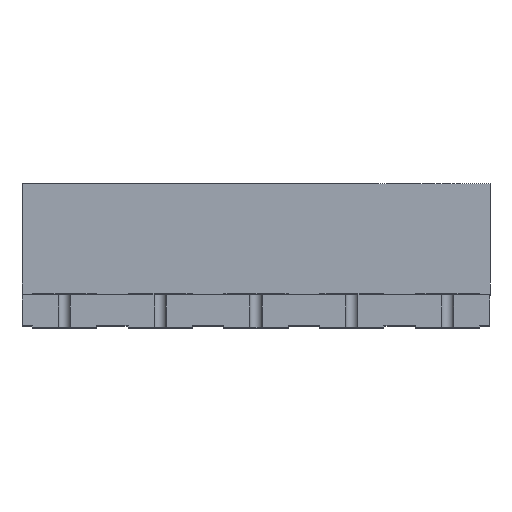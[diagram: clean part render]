
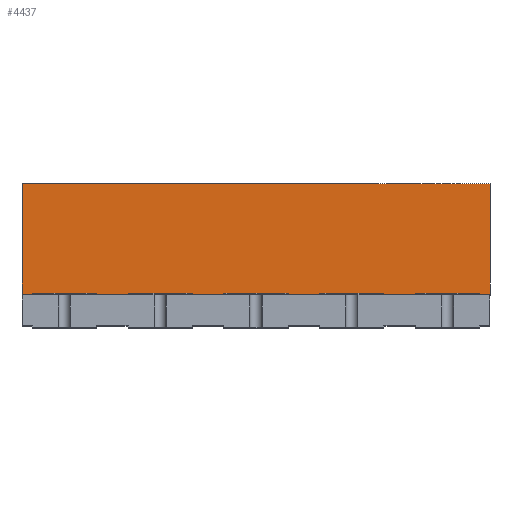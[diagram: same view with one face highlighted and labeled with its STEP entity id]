
A CAD part, top view. The second image highlights one B-rep face of the part: STEP entity #4437.
In plain terms, the highlighted planar face has unit normal (0, 0, 1).
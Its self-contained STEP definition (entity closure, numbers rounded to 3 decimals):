
#4275 = EDGE_LOOP ( 'NONE', ( #4436, #4322, #4435, #4307 ) ) ;
#4307 = ORIENTED_EDGE ( 'NONE', *, *, #4412, .T. ) ;
#4309 = EDGE_CURVE ( 'NONE', #4310, #4323, #7792, .T. ) ;
#4310 = VERTEX_POINT ( 'NONE', #7788 ) ;
#4322 = ORIENTED_EDGE ( 'NONE', *, *, #4331, .F. ) ;
#4323 = VERTEX_POINT ( 'NONE', #7828 ) ;
#4331 = EDGE_CURVE ( 'NONE', #4341, #4310, #7818, .T. ) ;
#4341 = VERTEX_POINT ( 'NONE', #7851 ) ;
#4412 = EDGE_CURVE ( 'NONE', #4419, #4323, #8127, .T. ) ;
#4419 = VERTEX_POINT ( 'NONE', #8156 ) ;
#4435 = ORIENTED_EDGE ( 'NONE', *, *, #4442, .T. ) ;
#4436 = ORIENTED_EDGE ( 'NONE', *, *, #4309, .F. ) ;
#4437 = ADVANCED_FACE ( 'NONE', ( #8209 ), #8255, .T. ) ;
#4442 = EDGE_CURVE ( 'NONE', #4341, #4419, #8245, .T. ) ;
#7788 = CARTESIAN_POINT ( 'NONE',  ( -6.2, 0., 8.5 ) ) ;
#7789 = DIRECTION ( 'NONE',  ( 1., 0., 0. ) ) ;
#7790 = VECTOR ( 'NONE', #7789, 1000. ) ;
#7791 = CARTESIAN_POINT ( 'NONE',  ( -6.2, 0., 8.5 ) ) ;
#7792 = LINE ( 'NONE', #7791, #7790 ) ;
#7813 = DIRECTION ( 'NONE',  ( 0., 1., 0. ) ) ;
#7815 = VECTOR ( 'NONE', #7813, 1000. ) ;
#7817 = CARTESIAN_POINT ( 'NONE',  ( -6.2, -2.95, 8.5 ) ) ;
#7818 = LINE ( 'NONE', #7817, #7815 ) ;
#7828 = CARTESIAN_POINT ( 'NONE',  ( 6.2, 0., 8.5 ) ) ;
#7851 = CARTESIAN_POINT ( 'NONE',  ( -6.2, -2.95, 8.5 ) ) ;
#8115 = DIRECTION ( 'NONE',  ( 0., 1., 0. ) ) ;
#8116 = VECTOR ( 'NONE', #8115, 1000. ) ;
#8118 = CARTESIAN_POINT ( 'NONE',  ( 6.2, -2.95, 8.5 ) ) ;
#8127 = LINE ( 'NONE', #8118, #8116 ) ;
#8156 = CARTESIAN_POINT ( 'NONE',  ( 6.2, -2.95, 8.5 ) ) ;
#8209 = FACE_OUTER_BOUND ( 'NONE', #4275, .T. ) ;
#8242 = DIRECTION ( 'NONE',  ( 1., 0., 0. ) ) ;
#8243 = VECTOR ( 'NONE', #8242, 1000. ) ;
#8244 = CARTESIAN_POINT ( 'NONE',  ( -6.2, -2.95, 8.5 ) ) ;
#8245 = LINE ( 'NONE', #8244, #8243 ) ;
#8249 = DIRECTION ( 'NONE',  ( 1., 0., 0. ) ) ;
#8250 = DIRECTION ( 'NONE',  ( 0., 0., 1. ) ) ;
#8251 = CARTESIAN_POINT ( 'NONE',  ( -6.2, -2.95, 8.5 ) ) ;
#8253 = AXIS2_PLACEMENT_3D ( 'NONE', #8251, #8250, #8249 ) ;
#8255 = PLANE ( 'NONE',  #8253 ) ;
